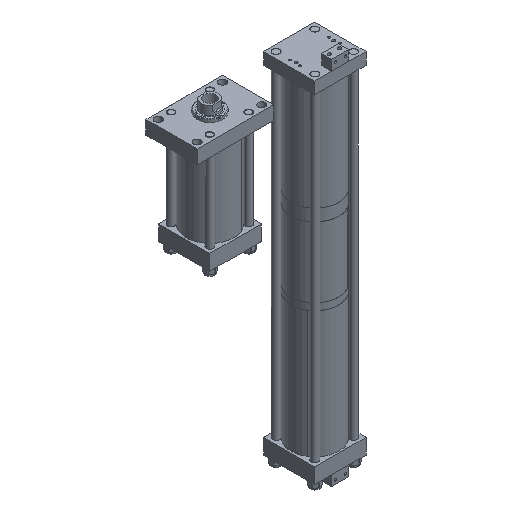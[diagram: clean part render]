
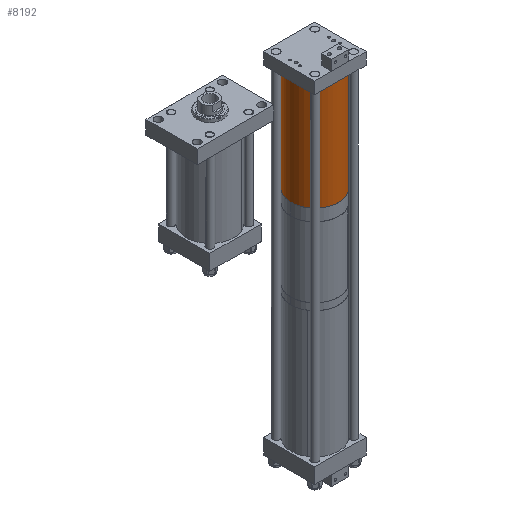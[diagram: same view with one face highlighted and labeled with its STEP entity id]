
A CAD part, isometric view. The second image highlights one B-rep face of the part: STEP entity #8192.
In plain terms, the highlighted cylindrical face has radius 88.9 mm (diameter 177.8 mm), a partial arc.
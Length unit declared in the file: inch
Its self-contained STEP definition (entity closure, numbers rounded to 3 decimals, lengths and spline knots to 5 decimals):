
#483 = DIRECTION ( 'NONE',  ( 0., 0., 1. ) ) ;
#1022 = LINE ( 'NONE', #10248, #13760 ) ;
#1240 = VERTEX_POINT ( 'NONE', #10156 ) ;
#1502 = ORIENTED_EDGE ( 'NONE', *, *, #3562, .T. ) ;
#2105 = CARTESIAN_POINT ( 'NONE',  ( 0., 0., 15.65 ) ) ;
#2631 = CARTESIAN_POINT ( 'NONE',  ( 0., 0., 15.65 ) ) ;
#2812 = ORIENTED_EDGE ( 'NONE', *, *, #12916, .F. ) ;
#3059 = DIRECTION ( 'NONE',  ( 1., 0., 0. ) ) ;
#3238 = DIRECTION ( 'NONE',  ( 0., 0., 1. ) ) ;
#3562 = EDGE_CURVE ( 'NONE', #1240, #9495, #9140, .T. ) ;
#3968 = CARTESIAN_POINT ( 'NONE',  ( -3.5, 0., 0. ) ) ;
#3997 = CARTESIAN_POINT ( 'NONE',  ( 3.5, 0., 0. ) ) ;
#4248 = DIRECTION ( 'NONE',  ( -1., 0., 0. ) ) ;
#4904 = VERTEX_POINT ( 'NONE', #6022 ) ;
#4991 = VERTEX_POINT ( 'NONE', #3997 ) ;
#5936 = AXIS2_PLACEMENT_3D ( 'NONE', #2105, #3238, #16101 ) ;
#6022 = CARTESIAN_POINT ( 'NONE',  ( 3.5, 0., 15.65 ) ) ;
#6894 = FACE_OUTER_BOUND ( 'NONE', #11289, .T. ) ;
#7852 = DIRECTION ( 'NONE',  ( 0., 0., -1. ) ) ;
#8192 = ADVANCED_FACE ( 'NONE', ( #6894 ), #16505, .T. ) ;
#9127 = EDGE_CURVE ( 'NONE', #9495, #4991, #16475, .T. ) ;
#9140 = LINE ( 'NONE', #10945, #9345 ) ;
#9345 = VECTOR ( 'NONE', #16005, 39.37008 ) ;
#9495 = VERTEX_POINT ( 'NONE', #3968 ) ;
#10156 = CARTESIAN_POINT ( 'NONE',  ( -3.5, 0., 15.65 ) ) ;
#10248 = CARTESIAN_POINT ( 'NONE',  ( 3.5, 0., 15.65 ) ) ;
#10322 = DIRECTION ( 'NONE',  ( 0., 0., -1. ) ) ;
#10622 = CARTESIAN_POINT ( 'NONE',  ( 0., 0., 0. ) ) ;
#10671 = AXIS2_PLACEMENT_3D ( 'NONE', #10622, #483, #3059 ) ;
#10827 = EDGE_CURVE ( 'NONE', #1240, #4904, #15819, .T. ) ;
#10945 = CARTESIAN_POINT ( 'NONE',  ( -3.5, 0., 15.65 ) ) ;
#11289 = EDGE_LOOP ( 'NONE', ( #2812, #15511, #1502, #16050 ) ) ;
#12916 = EDGE_CURVE ( 'NONE', #4904, #4991, #1022, .T. ) ;
#13760 = VECTOR ( 'NONE', #7852, 39.37008 ) ;
#14002 = AXIS2_PLACEMENT_3D ( 'NONE', #2631, #10322, #4248 ) ;
#15511 = ORIENTED_EDGE ( 'NONE', *, *, #10827, .F. ) ;
#15819 = CIRCLE ( 'NONE', #5936, 3.5 ) ;
#16005 = DIRECTION ( 'NONE',  ( 0., 0., -1. ) ) ;
#16050 = ORIENTED_EDGE ( 'NONE', *, *, #9127, .T. ) ;
#16101 = DIRECTION ( 'NONE',  ( 1., 0., 0. ) ) ;
#16475 = CIRCLE ( 'NONE', #10671, 3.5 ) ;
#16505 = CYLINDRICAL_SURFACE ( 'NONE', #14002, 3.5 ) ;
